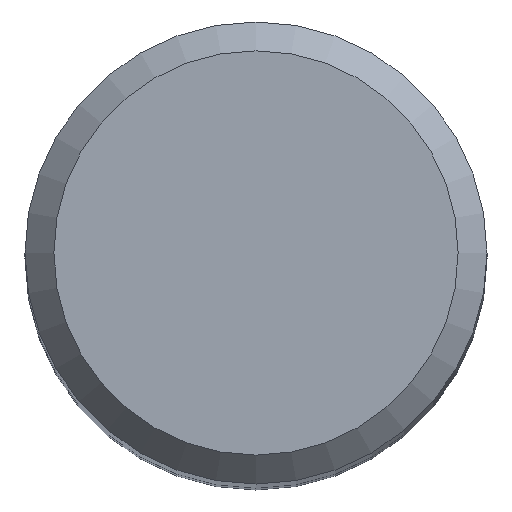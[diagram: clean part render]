
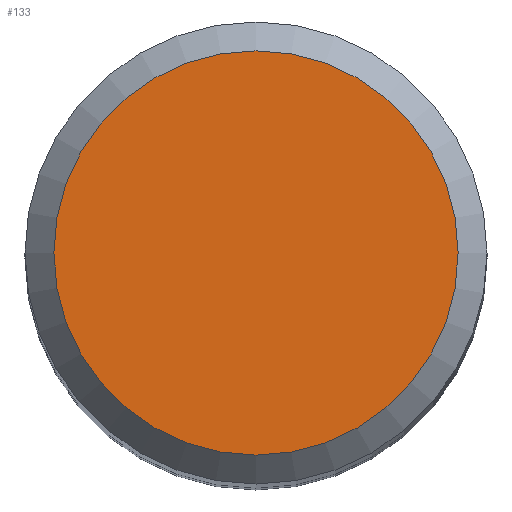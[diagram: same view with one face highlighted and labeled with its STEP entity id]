
A CAD part, top view. The second image highlights one B-rep face of the part: STEP entity #133.
In plain terms, the highlighted planar face has unit normal (0, 0, 1).
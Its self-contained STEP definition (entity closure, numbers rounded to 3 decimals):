
#38 = CARTESIAN_POINT ( 'NONE',  ( 0., 0., 60. ) ) ;
#51 = CIRCLE ( 'NONE', #91, 3.5 ) ;
#69 = ORIENTED_EDGE ( 'NONE', *, *, #186, .F. ) ;
#75 = DIRECTION ( 'NONE',  ( 0., 0., -1. ) ) ;
#86 = CARTESIAN_POINT ( 'NONE',  ( 0., 3.5, 60. ) ) ;
#91 = AXIS2_PLACEMENT_3D ( 'NONE', #38, #116, #95 ) ;
#95 = DIRECTION ( 'NONE',  ( 0., 1., 0. ) ) ;
#116 = DIRECTION ( 'NONE',  ( 0., 0., -1. ) ) ;
#132 = PLANE ( 'NONE',  #173 ) ;
#133 = ADVANCED_FACE ( 'NONE', ( #215 ), #132, .F. ) ;
#137 = CARTESIAN_POINT ( 'NONE',  ( 0., 0., 60. ) ) ;
#173 = AXIS2_PLACEMENT_3D ( 'NONE', #137, #75, #195 ) ;
#180 = VERTEX_POINT ( 'NONE', #86 ) ;
#186 = EDGE_CURVE ( 'NONE', #180, #180, #51, .T. ) ;
#194 = EDGE_LOOP ( 'NONE', ( #69 ) ) ;
#195 = DIRECTION ( 'NONE',  ( 0., 1., 0. ) ) ;
#215 = FACE_OUTER_BOUND ( 'NONE', #194, .T. ) ;
